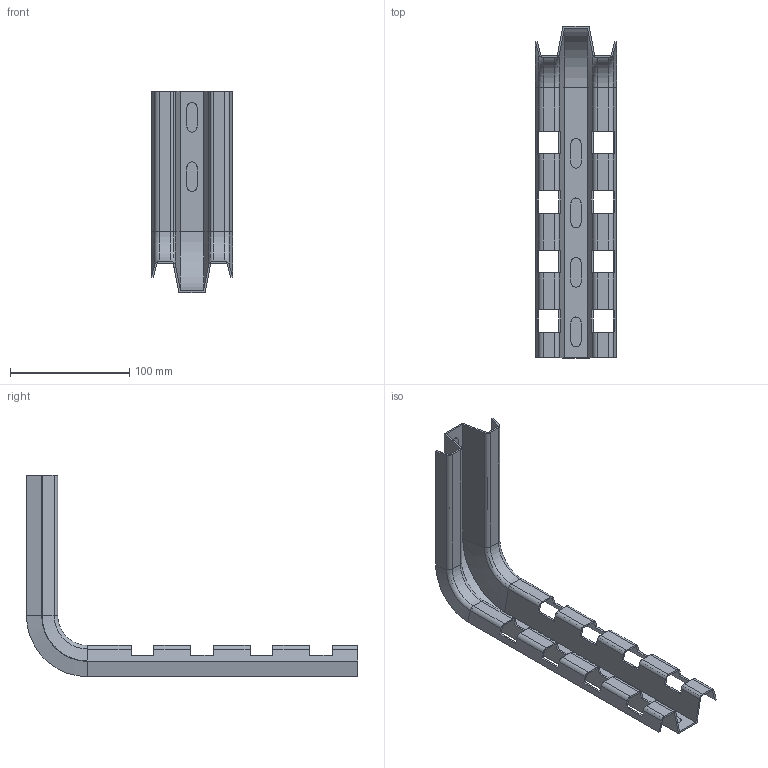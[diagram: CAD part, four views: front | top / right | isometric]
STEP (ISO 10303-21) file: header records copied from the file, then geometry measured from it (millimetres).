
FILE_DESCRIPTION(/* description */ (''),/* implementation_level */ '2;1');
FILE_NAME(/* name */ '556123.stp',/* time_stamp */ '2025-12-05T09:48:28+01:00',/* author */ ('mael.lecharpentier'),/* organization */ (''),/* preprocessor_version */ 'ST-DEVELOPER v20',/* originating_system */ 'AutoCAD Mechanical',/* authorisation */ '');
FILE_SCHEMA (('AUTOMOTIVE_DESIGN { 1 0 10303 214 3 1 1 }'));
Length unit declared in the file: millimetre
Products named in the file (1): Product
Bounding box: 68.09 x 278.7 x 169.7 mm (x, y, z)
Volume: 66988.7 mm3; surface area: 96449.7 mm2
Topology: 1 solids, 13 shells, 142 faces, 440 edges, 296 vertices
Faces by surface type: plane 98, cylinder 30, cone 10, torus 4
Entity records: 4933 total; most frequent: CARTESIAN_POINT 879, ORIENTED_EDGE 832, DIRECTION 818, EDGE_CURVE 440, LINE 348, VECTOR 348, VERTEX_POINT 296, AXIS2_PLACEMENT_3D 235
